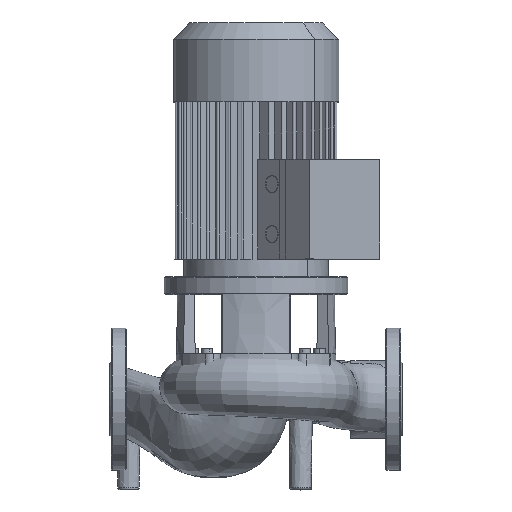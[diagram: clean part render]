
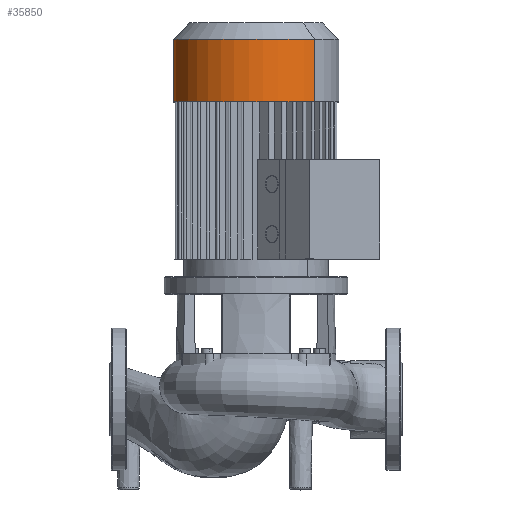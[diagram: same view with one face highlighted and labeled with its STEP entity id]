
A CAD part, top view. The second image highlights one B-rep face of the part: STEP entity #35850.
In plain terms, the highlighted cylindrical face has radius 96.5 mm (diameter 193 mm), a partial arc.
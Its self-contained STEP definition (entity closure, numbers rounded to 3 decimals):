
#29880=CARTESIAN_POINT('',(238.236,345.5,218.236));
#29881=VERTEX_POINT('',#29880);
#29882=CARTESIAN_POINT('',(238.236,417.7,218.236));
#29883=VERTEX_POINT('',#29882);
#29884=CARTESIAN_POINT('',(238.236,345.5,218.236));
#29885=DIRECTION('',(0.0,1.0,0.0));
#29886=VECTOR('',#29885,72.2);
#29887=LINE('',#29884,#29886);
#29888=EDGE_CURVE('',#29881,#29883,#29887,.T.);
#29890=CARTESIAN_POINT('',(101.764,345.5,81.764));
#29891=VERTEX_POINT('',#29890);
#29899=CARTESIAN_POINT('',(101.764,417.7,81.764));
#29900=VERTEX_POINT('',#29899);
#29901=CARTESIAN_POINT('',(101.764,345.5,81.764));
#29902=DIRECTION('',(0.0,1.0,0.0));
#29903=VECTOR('',#29902,72.2);
#29904=LINE('',#29901,#29903);
#29905=EDGE_CURVE('',#29891,#29900,#29904,.T.);
#33965=CARTESIAN_POINT('',(170.,345.5,150.0));
#33966=DIRECTION('',(0.0,1.,0.0));
#33967=DIRECTION('',(0.707,0.0,0.707));
#33968=AXIS2_PLACEMENT_3D('',#33965,#33966,#33967);
#33969=CIRCLE('',#33968,96.5);
#33970=EDGE_CURVE('',#29891,#29881,#33969,.T.);
#35829=CARTESIAN_POINT('',(170.,417.7,150.0));
#35830=DIRECTION('',(0.0,1.,0.0));
#35831=DIRECTION('',(0.707,0.0,0.707));
#35832=AXIS2_PLACEMENT_3D('',#35829,#35830,#35831);
#35833=CIRCLE('',#35832,96.5);
#35834=EDGE_CURVE('',#29900,#29883,#35833,.T.);
#35839=CARTESIAN_POINT('',(170.,437.0,150.0));
#35840=DIRECTION('',(0.0,-1.0,0.0));
#35841=DIRECTION('',(0.707,0.0,0.707));
#35842=AXIS2_PLACEMENT_3D('',#35839,#35840,#35841);
#35843=CYLINDRICAL_SURFACE('',#35842,96.5);
#35844=ORIENTED_EDGE('',*,*,#29888,.T.);
#35845=ORIENTED_EDGE('',*,*,#35834,.F.);
#35846=ORIENTED_EDGE('',*,*,#29905,.F.);
#35847=ORIENTED_EDGE('',*,*,#33970,.T.);
#35848=EDGE_LOOP('',(#35844,#35845,#35846,#35847));
#35849=FACE_OUTER_BOUND('',#35848,.T.);
#35850=ADVANCED_FACE('',(#35849),#35843,.T.);
